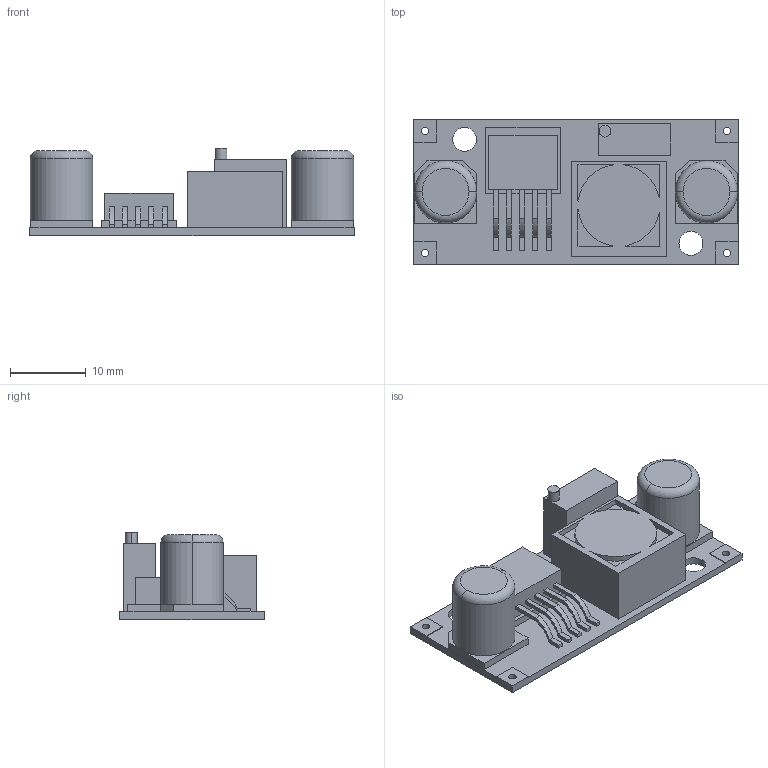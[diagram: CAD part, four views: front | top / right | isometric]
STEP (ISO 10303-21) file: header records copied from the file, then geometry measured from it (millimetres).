
FILE_DESCRIPTION (( 'STEP AP214' ), '1' );
FILE_NAME ('stepdown voltage converter.STEP', '2019-04-03T07:04:47', ( '' ), ( '' ), 'SwSTEP 2.0', 'SolidWorks 2018', '' );
FILE_SCHEMA (( 'AUTOMOTIVE_DESIGN' ));
Length unit declared in the file: millimetre
Products named in the file (1): stepdown voltage converter
Bounding box: 42.85 x 19.13 x 11.5 mm (x, y, z)
Volume: 3742.2 mm3; surface area: 3207.5 mm2
Topology: 1 solids, 1 shells, 148 faces, 378 edges, 248 vertices
Faces by surface type: plane 112, cylinder 22, bspline 10, torus 4
Entity records: 5629 total; most frequent: CARTESIAN_POINT 865, ORIENTED_EDGE 756, DIRECTION 688, EDGE_CURVE 378, LINE 306, VECTOR 306, VERTEX_POINT 248, AXIS2_PLACEMENT_3D 191
